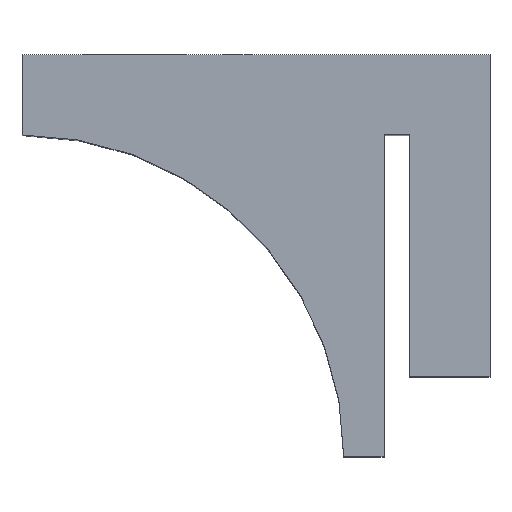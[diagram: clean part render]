
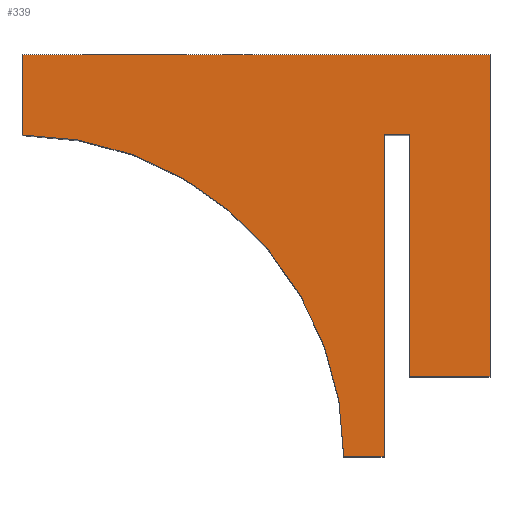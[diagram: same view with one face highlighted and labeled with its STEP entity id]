
A CAD part, top view. The second image highlights one B-rep face of the part: STEP entity #339.
In plain terms, the highlighted planar face has unit normal (0, 0, 1).
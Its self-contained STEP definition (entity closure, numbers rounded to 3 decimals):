
#62=CARTESIAN_POINT('Vertex',(0.,-20.,100.)) ;
#76=CARTESIAN_POINT('Vertex',(0.,-80.,100.)) ;
#79=CARTESIAN_POINT('Line Origine',(0.,-50.,100.)) ;
#107=CARTESIAN_POINT('Vertex',(20.,-80.,100.)) ;
#110=CARTESIAN_POINT('Line Origine',(10.,-80.,100.)) ;
#138=CARTESIAN_POINT('Vertex',(20.,0.,100.)) ;
#141=CARTESIAN_POINT('Line Origine',(20.,-40.,100.)) ;
#164=CARTESIAN_POINT('Vertex',(-96.35,0.,100.)) ;
#178=CARTESIAN_POINT('Vertex',(-96.35,-20.,100.)) ;
#181=CARTESIAN_POINT('Line Origine',(-96.35,-10.,100.)) ;
#204=CARTESIAN_POINT('Vertex',(-16.35,-100.,100.)) ;
#218=CARTESIAN_POINT('Vertex',(-6.35,-100.,100.)) ;
#221=CARTESIAN_POINT('Line Origine',(-11.35,-100.,100.)) ;
#249=CARTESIAN_POINT('Vertex',(-6.35,-20.,100.)) ;
#252=CARTESIAN_POINT('Line Origine',(-6.35,-60.,100.)) ;
#274=CARTESIAN_POINT('Line Origine',(-3.175,-20.,100.)) ;
#313=CARTESIAN_POINT('Axis2P3D Location',(0.,0.,100.)) ;
#318=CARTESIAN_POINT('Line Origine',(-38.175,0.,100.)) ;
#323=CARTESIAN_POINT('Axis2P3D Location',(-96.35,-100.,100.)) ;
#80=DIRECTION('Vector Direction',(0.,1.,0.)) ;
#111=DIRECTION('Vector Direction',(-1.,0.,0.)) ;
#142=DIRECTION('Vector Direction',(0.,-1.,0.)) ;
#182=DIRECTION('Vector Direction',(0.,-1.,0.)) ;
#222=DIRECTION('Vector Direction',(-1.,0.,0.)) ;
#253=DIRECTION('Vector Direction',(0.,-1.,0.)) ;
#275=DIRECTION('Vector Direction',(-1.,0.,0.)) ;
#314=DIRECTION('Axis2P3D Direction',(0.,0.,1.)) ;
#315=DIRECTION('Axis2P3D XDirection',(1.,0.,0.)) ;
#319=DIRECTION('Vector Direction',(-1.,0.,0.)) ;
#324=DIRECTION('Axis2P3D Direction',(0.,0.,1.)) ;
#316=AXIS2_PLACEMENT_3D('Plane Axis2P3D',#313,#314,#315) ;
#325=AXIS2_PLACEMENT_3D('Circle Axis2P3D',#323,#324,$) ;
#329=ORIENTED_EDGE('',*,*,#83,.T.) ;
#330=ORIENTED_EDGE('',*,*,#114,.T.) ;
#331=ORIENTED_EDGE('',*,*,#145,.T.) ;
#332=ORIENTED_EDGE('',*,*,#322,.T.) ;
#333=ORIENTED_EDGE('',*,*,#185,.T.) ;
#334=ORIENTED_EDGE('',*,*,#327,.T.) ;
#335=ORIENTED_EDGE('',*,*,#225,.T.) ;
#336=ORIENTED_EDGE('',*,*,#256,.T.) ;
#337=ORIENTED_EDGE('',*,*,#278,.T.) ;
#81=VECTOR('Line Direction',#80,1.) ;
#112=VECTOR('Line Direction',#111,1.) ;
#143=VECTOR('Line Direction',#142,1.) ;
#183=VECTOR('Line Direction',#182,1.) ;
#223=VECTOR('Line Direction',#222,1.) ;
#254=VECTOR('Line Direction',#253,1.) ;
#276=VECTOR('Line Direction',#275,1.) ;
#320=VECTOR('Line Direction',#319,1.) ;
#339=ADVANCED_FACE('Corps principal',(#338),#317,.T.) ;
#326=CIRCLE('generated circle',#325,80.) ;
#83=EDGE_CURVE('',#63,#77,#82,.F.) ;
#114=EDGE_CURVE('',#77,#108,#113,.F.) ;
#145=EDGE_CURVE('',#108,#139,#144,.F.) ;
#185=EDGE_CURVE('',#165,#179,#184,.T.) ;
#225=EDGE_CURVE('',#205,#219,#224,.F.) ;
#256=EDGE_CURVE('',#219,#250,#255,.F.) ;
#278=EDGE_CURVE('',#250,#63,#277,.F.) ;
#322=EDGE_CURVE('',#139,#165,#321,.T.) ;
#327=EDGE_CURVE('',#179,#205,#326,.F.) ;
#328=EDGE_LOOP('',(#329,#330,#331,#332,#333,#334,#335,#336,#337)) ;
#338=FACE_OUTER_BOUND('',#328,.T.) ;
#82=LINE('Line',#79,#81) ;
#113=LINE('Line',#110,#112) ;
#144=LINE('Line',#141,#143) ;
#184=LINE('Line',#181,#183) ;
#224=LINE('Line',#221,#223) ;
#255=LINE('Line',#252,#254) ;
#277=LINE('Line',#274,#276) ;
#321=LINE('Line',#318,#320) ;
#317=PLANE('',#316) ;
#63=VERTEX_POINT('',#62) ;
#77=VERTEX_POINT('',#76) ;
#108=VERTEX_POINT('',#107) ;
#139=VERTEX_POINT('',#138) ;
#165=VERTEX_POINT('',#164) ;
#179=VERTEX_POINT('',#178) ;
#205=VERTEX_POINT('',#204) ;
#219=VERTEX_POINT('',#218) ;
#250=VERTEX_POINT('',#249) ;
